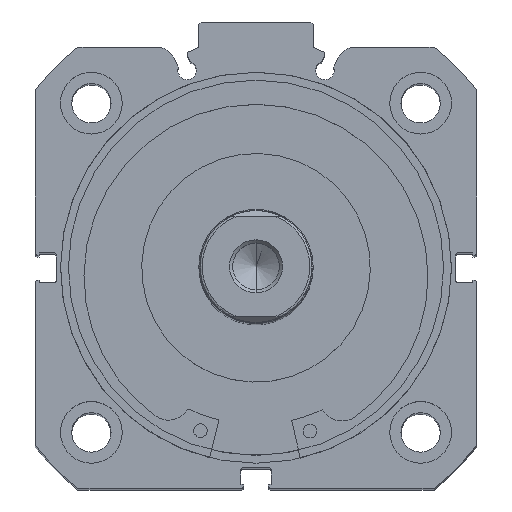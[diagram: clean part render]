
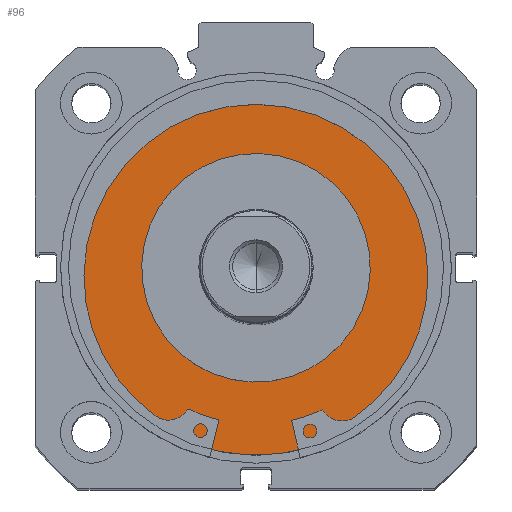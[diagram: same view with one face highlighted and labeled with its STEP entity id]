
A CAD part, top view. The second image highlights one B-rep face of the part: STEP entity #96.
In plain terms, the highlighted face is planar.
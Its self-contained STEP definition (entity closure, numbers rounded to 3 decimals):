
#96 = ADVANCED_FACE ( 'NONE', ( #5502, #5505 ), #6567, .F. ) ;
#1199 = EDGE_CURVE ( 'NONE', #6221, #6158, #3430, .T. ) ;
#1203 = EDGE_CURVE ( 'NONE', #6158, #6221, #3435, .T. ) ;
#1206 = EDGE_CURVE ( 'NONE', #6861, #5996, #3439, .T. ) ;
#1209 = EDGE_CURVE ( 'NONE', #5996, #6861, #3443, .T. ) ;
#1371 = AXIS2_PLACEMENT_3D ( 'NONE', #6617, #6757, #6543 ) ;
#3430 = CIRCLE ( 'NONE', #3726, 41. ) ;
#3435 = CIRCLE ( 'NONE', #3729, 41. ) ;
#3439 = CIRCLE ( 'NONE', #3733, 25. ) ;
#3443 = CIRCLE ( 'NONE', #3732, 25. ) ;
#3726 = AXIS2_PLACEMENT_3D ( 'NONE', #4108, #4114, #4115 ) ;
#3729 = AXIS2_PLACEMENT_3D ( 'NONE', #4124, #4125, #4126 ) ;
#3732 = AXIS2_PLACEMENT_3D ( 'NONE', #4139, #4140, #4141 ) ;
#3733 = AXIS2_PLACEMENT_3D ( 'NONE', #4129, #4131, #4132 ) ;
#4108 = CARTESIAN_POINT ( 'NONE',  ( 4., 0., 0. ) ) ;
#4114 = DIRECTION ( 'NONE',  ( -1., 0., 0. ) ) ;
#4115 = DIRECTION ( 'NONE',  ( 0., 0., 1. ) ) ;
#4124 = CARTESIAN_POINT ( 'NONE',  ( 4., 0., 0. ) ) ;
#4125 = DIRECTION ( 'NONE',  ( -1., 0., 0. ) ) ;
#4126 = DIRECTION ( 'NONE',  ( 0., 0., 1. ) ) ;
#4129 = CARTESIAN_POINT ( 'NONE',  ( 4., 0., 0. ) ) ;
#4131 = DIRECTION ( 'NONE',  ( -1., 0., 0. ) ) ;
#4132 = DIRECTION ( 'NONE',  ( 0., 0., 1. ) ) ;
#4139 = CARTESIAN_POINT ( 'NONE',  ( 4., 0., 0. ) ) ;
#4140 = DIRECTION ( 'NONE',  ( -1., 0., 0. ) ) ;
#4141 = DIRECTION ( 'NONE',  ( 0., 0., 1. ) ) ;
#4350 = CARTESIAN_POINT ( 'NONE',  ( 4., 0., -25. ) ) ;
#4428 = CARTESIAN_POINT ( 'NONE',  ( 4., 0., 41. ) ) ;
#4468 = CARTESIAN_POINT ( 'NONE',  ( 4., 0., -41. ) ) ;
#4690 = CARTESIAN_POINT ( 'NONE',  ( 4., 0., 25. ) ) ;
#4903 = EDGE_LOOP ( 'NONE', ( #5239, #5243 ) ) ;
#4908 = EDGE_LOOP ( 'NONE', ( #5235, #5253 ) ) ;
#5235 = ORIENTED_EDGE ( 'NONE', *, *, #1203, .T. ) ;
#5239 = ORIENTED_EDGE ( 'NONE', *, *, #1206, .F. ) ;
#5243 = ORIENTED_EDGE ( 'NONE', *, *, #1209, .F. ) ;
#5253 = ORIENTED_EDGE ( 'NONE', *, *, #1199, .T. ) ;
#5502 = FACE_BOUND ( 'NONE', #4903, .T. ) ;
#5505 = FACE_OUTER_BOUND ( 'NONE', #4908, .T. ) ;
#5996 = VERTEX_POINT ( 'NONE', #4350 ) ;
#6158 = VERTEX_POINT ( 'NONE', #4428 ) ;
#6221 = VERTEX_POINT ( 'NONE', #4468 ) ;
#6543 = DIRECTION ( 'NONE',  ( 0., 0., -1. ) ) ;
#6567 = PLANE ( 'NONE',  #1371 ) ;
#6617 = CARTESIAN_POINT ( 'NONE',  ( 4., 41., 0. ) ) ;
#6757 = DIRECTION ( 'NONE',  ( 1., 0., 0. ) ) ;
#6861 = VERTEX_POINT ( 'NONE', #4690 ) ;
